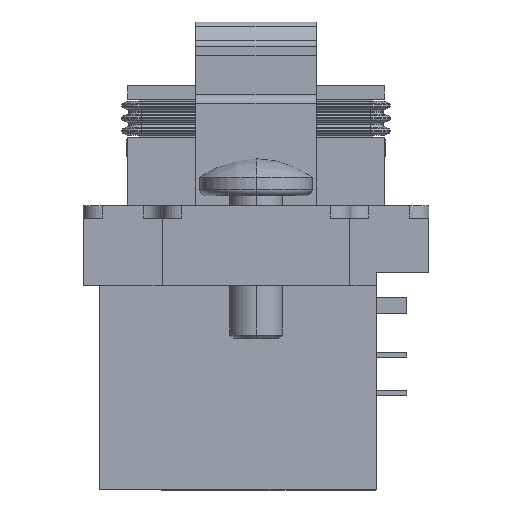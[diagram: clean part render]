
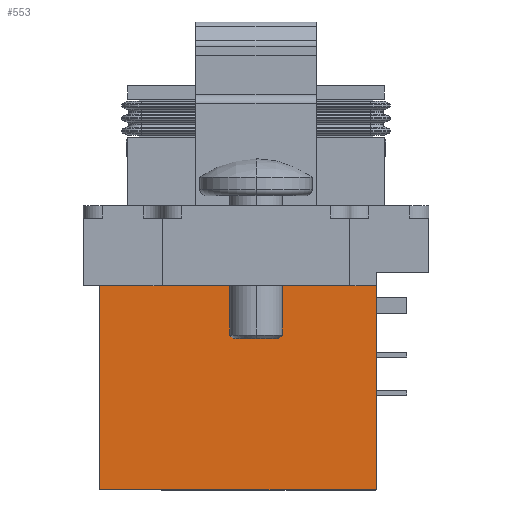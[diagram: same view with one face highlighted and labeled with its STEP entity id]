
A CAD part, left-side view. The second image highlights one B-rep face of the part: STEP entity #553.
In plain terms, the highlighted planar face has unit normal (-1, 0, 0).
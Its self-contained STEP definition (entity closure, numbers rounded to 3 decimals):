
#553 = ADVANCED_FACE ( 'NONE', ( #17930 ), #16510, .F. ) ;
#1789 = LINE ( 'NONE', #8206, #1795 ) ;
#1795 = VECTOR ( 'NONE', #8208, 1000. ) ;
#2771 = LINE ( 'NONE', #8923, #2779 ) ;
#2779 = VECTOR ( 'NONE', #8924, 1000. ) ;
#6758 = CARTESIAN_POINT ( 'NONE',  ( -11.05, -8.77, -13.446 ) ) ;
#6768 = DIRECTION ( 'NONE',  ( 0., 1., 0. ) ) ;
#6782 = CARTESIAN_POINT ( 'NONE',  ( -11.05, 3.235, 7.787 ) ) ;
#6784 = DIRECTION ( 'NONE',  ( 0., 0., -1. ) ) ;
#6878 = CARTESIAN_POINT ( 'NONE',  ( -11.05, -3.235, 7.787 ) ) ;
#6879 = DIRECTION ( 'NONE',  ( 0., 1., 0. ) ) ;
#7014 = CARTESIAN_POINT ( 'NONE',  ( -11.05, -3.235, 7.787 ) ) ;
#7019 = DIRECTION ( 'NONE',  ( 0., 0., -1. ) ) ;
#7062 = CARTESIAN_POINT ( 'NONE',  ( -11.05, -8.77, 0.146 ) ) ;
#7067 = DIRECTION ( 'NONE',  ( 0., 1., 0. ) ) ;
#7092 = CARTESIAN_POINT ( 'NONE',  ( -11.05, -8.01, 7.787 ) ) ;
#7099 = DIRECTION ( 'NONE',  ( 0., 0., 1. ) ) ;
#8206 = CARTESIAN_POINT ( 'NONE',  ( -11.05, 10.42, -13.446 ) ) ;
#8208 = DIRECTION ( 'NONE',  ( 0., 0., 1. ) ) ;
#8923 = CARTESIAN_POINT ( 'NONE',  ( -11.05, -8.77, 0.146 ) ) ;
#8924 = DIRECTION ( 'NONE',  ( 0., 1., 0. ) ) ;
#9653 = CARTESIAN_POINT ( 'NONE',  ( -11.05, -8.01, 0.146 ) ) ;
#9689 = CARTESIAN_POINT ( 'NONE',  ( -11.05, -3.235, 0.146 ) ) ;
#9702 = CARTESIAN_POINT ( 'NONE',  ( -11.05, -3.235, 7.787 ) ) ;
#9723 = CARTESIAN_POINT ( 'NONE',  ( -11.05, 3.235, 7.787 ) ) ;
#9727 = CARTESIAN_POINT ( 'NONE',  ( -11.05, 3.235, 0.146 ) ) ;
#9764 = CARTESIAN_POINT ( 'NONE',  ( -11.05, -8.01, -13.446 ) ) ;
#9766 = CARTESIAN_POINT ( 'NONE',  ( -11.05, 10.42, -13.446 ) ) ;
#9822 = CARTESIAN_POINT ( 'NONE',  ( -11.05, 10.42, 0.146 ) ) ;
#11030 = EDGE_CURVE ( 'NONE', #18408, #18426, #16078, .T. ) ;
#11038 = EDGE_CURVE ( 'NONE', #18278, #18291, #16095, .T. ) ;
#11097 = EDGE_CURVE ( 'NONE', #18209, #18278, #16168, .T. ) ;
#11160 = EDGE_CURVE ( 'NONE', #18209, #18184, #16254, .T. ) ;
#11181 = EDGE_CURVE ( 'NONE', #18069, #18184, #16291, .T. ) ;
#11194 = EDGE_CURVE ( 'NONE', #18408, #18069, #12319, .T. ) ;
#12167 = VECTOR ( 'NONE', #7099, 1000. ) ;
#12319 = LINE ( 'NONE', #7092, #12167 ) ;
#12771 = ORIENTED_EDGE ( 'NONE', *, *, #11030, .F. ) ;
#12829 = ORIENTED_EDGE ( 'NONE', *, *, #11097, .T. ) ;
#12908 = ORIENTED_EDGE ( 'NONE', *, *, #11160, .F. ) ;
#12976 = ORIENTED_EDGE ( 'NONE', *, *, #14077, .F. ) ;
#13013 = ORIENTED_EDGE ( 'NONE', *, *, #14430, .T. ) ;
#13035 = ORIENTED_EDGE ( 'NONE', *, *, #11194, .T. ) ;
#13063 = ORIENTED_EDGE ( 'NONE', *, *, #11181, .T. ) ;
#13126 = ORIENTED_EDGE ( 'NONE', *, *, #11038, .T. ) ;
#14077 = EDGE_CURVE ( 'NONE', #18426, #18627, #1789, .T. ) ;
#14430 = EDGE_CURVE ( 'NONE', #18291, #18627, #2771, .T. ) ;
#15421 = AXIS2_PLACEMENT_3D ( 'NONE', #16561, #16437, #16458 ) ;
#16078 = LINE ( 'NONE', #6758, #16085 ) ;
#16085 = VECTOR ( 'NONE', #6768, 1000. ) ;
#16095 = LINE ( 'NONE', #6782, #16098 ) ;
#16098 = VECTOR ( 'NONE', #6784, 1000. ) ;
#16168 = LINE ( 'NONE', #6878, #16170 ) ;
#16170 = VECTOR ( 'NONE', #6879, 1000. ) ;
#16254 = LINE ( 'NONE', #7014, #16261 ) ;
#16261 = VECTOR ( 'NONE', #7019, 1000. ) ;
#16291 = LINE ( 'NONE', #7062, #16296 ) ;
#16296 = VECTOR ( 'NONE', #7067, 1000. ) ;
#16437 = DIRECTION ( 'NONE',  ( 1., 0., 0. ) ) ;
#16458 = DIRECTION ( 'NONE',  ( 0., 0., -1. ) ) ;
#16510 = PLANE ( 'NONE',  #15421 ) ;
#16561 = CARTESIAN_POINT ( 'NONE',  ( -11.05, -3.235, 7.787 ) ) ;
#17930 = FACE_OUTER_BOUND ( 'NONE', #18147, .T. ) ;
#18069 = VERTEX_POINT ( 'NONE', #9653 ) ;
#18147 = EDGE_LOOP ( 'NONE', ( #12771, #13035, #13063, #12908, #12829, #13126, #13013, #12976 ) ) ;
#18184 = VERTEX_POINT ( 'NONE', #9689 ) ;
#18209 = VERTEX_POINT ( 'NONE', #9702 ) ;
#18278 = VERTEX_POINT ( 'NONE', #9723 ) ;
#18291 = VERTEX_POINT ( 'NONE', #9727 ) ;
#18408 = VERTEX_POINT ( 'NONE', #9764 ) ;
#18426 = VERTEX_POINT ( 'NONE', #9766 ) ;
#18627 = VERTEX_POINT ( 'NONE', #9822 ) ;
